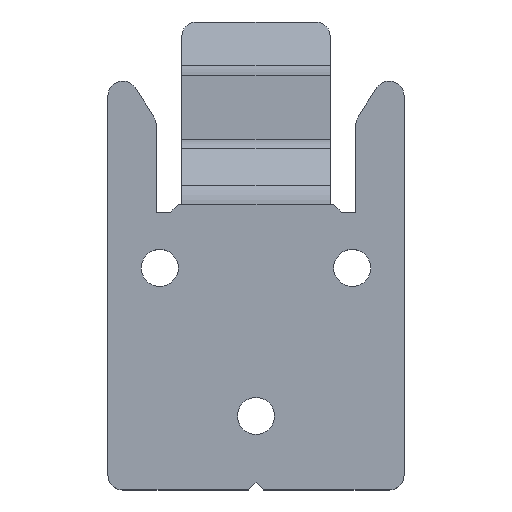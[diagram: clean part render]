
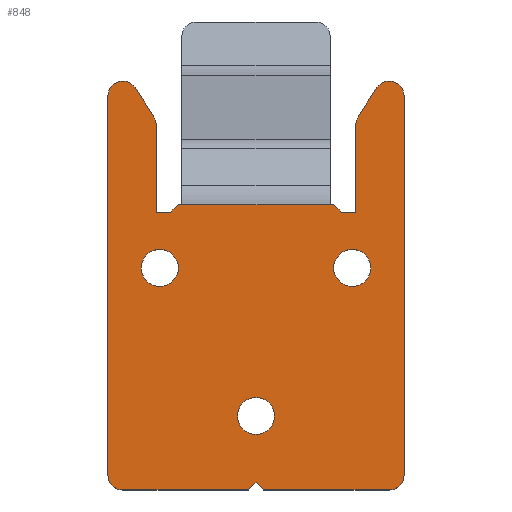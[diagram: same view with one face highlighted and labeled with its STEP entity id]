
A CAD part, top view. The second image highlights one B-rep face of the part: STEP entity #848.
In plain terms, the highlighted planar face has unit normal (0, 0, 1).
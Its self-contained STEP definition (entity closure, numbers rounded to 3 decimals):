
#32=FACE_BOUND('',#122,.T.);
#33=FACE_BOUND('',#123,.T.);
#34=FACE_BOUND('',#124,.T.);
#38=CIRCLE('',#917,2.);
#39=CIRCLE('',#918,2.);
#40=CIRCLE('',#919,2.);
#41=CIRCLE('',#920,2.);
#42=CIRCLE('',#921,2.);
#43=CIRCLE('',#922,2.);
#44=CIRCLE('',#923,2.5);
#45=CIRCLE('',#924,2.5);
#46=CIRCLE('',#925,2.5);
#73=FACE_OUTER_BOUND('',#121,.T.);
#121=EDGE_LOOP('',(#568,#569,#570,#571,#572,#573,#574,#575,#576,#577,#578,
#579,#580,#581,#582,#583,#584,#585,#586,#587,#588,#589,#590));
#122=EDGE_LOOP('',(#591));
#123=EDGE_LOOP('',(#592));
#124=EDGE_LOOP('',(#593));
#174=LINE('',#1259,#266);
#178=LINE('',#1267,#270);
#179=LINE('',#1269,#271);
#180=LINE('',#1271,#272);
#181=LINE('',#1273,#273);
#182=LINE('',#1275,#274);
#183=LINE('',#1277,#275);
#184=LINE('',#1281,#276);
#185=LINE('',#1285,#277);
#186=LINE('',#1289,#278);
#187=LINE('',#1291,#279);
#188=LINE('',#1293,#280);
#189=LINE('',#1295,#281);
#190=LINE('',#1299,#282);
#191=LINE('',#1303,#283);
#192=LINE('',#1307,#284);
#193=LINE('',#1308,#285);
#266=VECTOR('',#1001,10.);
#270=VECTOR('',#1007,10.);
#271=VECTOR('',#1008,10.);
#272=VECTOR('',#1009,10.);
#273=VECTOR('',#1010,10.);
#274=VECTOR('',#1011,10.);
#275=VECTOR('',#1012,10.);
#276=VECTOR('',#1015,10.);
#277=VECTOR('',#1018,10.);
#278=VECTOR('',#1021,10.);
#279=VECTOR('',#1022,10.);
#280=VECTOR('',#1023,10.);
#281=VECTOR('',#1024,10.);
#282=VECTOR('',#1027,10.);
#283=VECTOR('',#1030,10.);
#284=VECTOR('',#1033,10.);
#285=VECTOR('',#1034,10.);
#358=VERTEX_POINT('',#1257);
#359=VERTEX_POINT('',#1258);
#362=VERTEX_POINT('',#1266);
#363=VERTEX_POINT('',#1268);
#364=VERTEX_POINT('',#1270);
#365=VERTEX_POINT('',#1272);
#366=VERTEX_POINT('',#1274);
#367=VERTEX_POINT('',#1276);
#368=VERTEX_POINT('',#1278);
#369=VERTEX_POINT('',#1280);
#370=VERTEX_POINT('',#1282);
#371=VERTEX_POINT('',#1284);
#372=VERTEX_POINT('',#1286);
#373=VERTEX_POINT('',#1288);
#374=VERTEX_POINT('',#1290);
#375=VERTEX_POINT('',#1292);
#376=VERTEX_POINT('',#1294);
#377=VERTEX_POINT('',#1296);
#378=VERTEX_POINT('',#1298);
#379=VERTEX_POINT('',#1300);
#380=VERTEX_POINT('',#1302);
#381=VERTEX_POINT('',#1304);
#382=VERTEX_POINT('',#1306);
#383=VERTEX_POINT('',#1309);
#384=VERTEX_POINT('',#1311);
#385=VERTEX_POINT('',#1313);
#438=EDGE_CURVE('',#358,#359,#174,.T.);
#442=EDGE_CURVE('',#358,#362,#178,.T.);
#443=EDGE_CURVE('',#362,#363,#179,.T.);
#444=EDGE_CURVE('',#363,#364,#180,.T.);
#445=EDGE_CURVE('',#365,#364,#181,.T.);
#446=EDGE_CURVE('',#365,#366,#182,.T.);
#447=EDGE_CURVE('',#366,#367,#183,.T.);
#448=EDGE_CURVE('',#368,#367,#38,.T.);
#449=EDGE_CURVE('',#368,#369,#184,.T.);
#450=EDGE_CURVE('',#370,#369,#39,.T.);
#451=EDGE_CURVE('',#371,#370,#185,.T.);
#452=EDGE_CURVE('',#372,#371,#40,.T.);
#453=EDGE_CURVE('',#373,#372,#186,.T.);
#454=EDGE_CURVE('',#373,#374,#187,.T.);
#455=EDGE_CURVE('',#374,#375,#188,.T.);
#456=EDGE_CURVE('',#376,#375,#189,.T.);
#457=EDGE_CURVE('',#377,#376,#41,.T.);
#458=EDGE_CURVE('',#378,#377,#190,.T.);
#459=EDGE_CURVE('',#379,#378,#42,.T.);
#460=EDGE_CURVE('',#379,#380,#191,.T.);
#461=EDGE_CURVE('',#381,#380,#43,.T.);
#462=EDGE_CURVE('',#381,#382,#192,.T.);
#463=EDGE_CURVE('',#382,#359,#193,.T.);
#464=EDGE_CURVE('',#383,#383,#44,.T.);
#465=EDGE_CURVE('',#384,#384,#45,.T.);
#466=EDGE_CURVE('',#385,#385,#46,.T.);
#568=ORIENTED_EDGE('',*,*,#438,.F.);
#569=ORIENTED_EDGE('',*,*,#442,.T.);
#570=ORIENTED_EDGE('',*,*,#443,.T.);
#571=ORIENTED_EDGE('',*,*,#444,.T.);
#572=ORIENTED_EDGE('',*,*,#445,.F.);
#573=ORIENTED_EDGE('',*,*,#446,.T.);
#574=ORIENTED_EDGE('',*,*,#447,.T.);
#575=ORIENTED_EDGE('',*,*,#448,.F.);
#576=ORIENTED_EDGE('',*,*,#449,.T.);
#577=ORIENTED_EDGE('',*,*,#450,.F.);
#578=ORIENTED_EDGE('',*,*,#451,.F.);
#579=ORIENTED_EDGE('',*,*,#452,.F.);
#580=ORIENTED_EDGE('',*,*,#453,.F.);
#581=ORIENTED_EDGE('',*,*,#454,.T.);
#582=ORIENTED_EDGE('',*,*,#455,.T.);
#583=ORIENTED_EDGE('',*,*,#456,.F.);
#584=ORIENTED_EDGE('',*,*,#457,.F.);
#585=ORIENTED_EDGE('',*,*,#458,.F.);
#586=ORIENTED_EDGE('',*,*,#459,.F.);
#587=ORIENTED_EDGE('',*,*,#460,.T.);
#588=ORIENTED_EDGE('',*,*,#461,.F.);
#589=ORIENTED_EDGE('',*,*,#462,.T.);
#590=ORIENTED_EDGE('',*,*,#463,.T.);
#591=ORIENTED_EDGE('',*,*,#464,.T.);
#592=ORIENTED_EDGE('',*,*,#465,.T.);
#593=ORIENTED_EDGE('',*,*,#466,.T.);
#817=PLANE('',#916);
#848=ADVANCED_FACE('',(#73,#32,#33,#34),#817,.T.);
#916=AXIS2_PLACEMENT_3D('',#1265,#1005,#1006);
#917=AXIS2_PLACEMENT_3D('',#1279,#1013,#1014);
#918=AXIS2_PLACEMENT_3D('',#1283,#1016,#1017);
#919=AXIS2_PLACEMENT_3D('',#1287,#1019,#1020);
#920=AXIS2_PLACEMENT_3D('',#1297,#1025,#1026);
#921=AXIS2_PLACEMENT_3D('',#1301,#1028,#1029);
#922=AXIS2_PLACEMENT_3D('',#1305,#1031,#1032);
#923=AXIS2_PLACEMENT_3D('',#1310,#1035,#1036);
#924=AXIS2_PLACEMENT_3D('',#1312,#1037,#1038);
#925=AXIS2_PLACEMENT_3D('',#1314,#1039,#1040);
#1001=DIRECTION('',(0.707,-0.707,0.));
#1005=DIRECTION('center_axis',(0.,0.,1.));
#1006=DIRECTION('ref_axis',(1.,0.,0.));
#1007=DIRECTION('',(-1.,0.,0.));
#1008=DIRECTION('',(-1.,0.,0.));
#1009=DIRECTION('',(-1.,0.,0.));
#1010=DIRECTION('',(0.707,0.707,0.));
#1011=DIRECTION('',(-1.,0.,0.));
#1012=DIRECTION('',(0.,1.,0.));
#1013=DIRECTION('center_axis',(0.,0.,-1.));
#1014=DIRECTION('ref_axis',(0.959,0.284,0.));
#1015=DIRECTION('',(-0.545,0.838,0.));
#1016=DIRECTION('center_axis',(0.,0.,-1.));
#1017=DIRECTION('ref_axis',(-0.284,0.959,0.));
#1018=DIRECTION('',(0.,1.,0.));
#1019=DIRECTION('center_axis',(0.,0.,-1.));
#1020=DIRECTION('ref_axis',(-0.707,-0.707,0.));
#1021=DIRECTION('',(-1.,0.,0.));
#1022=DIRECTION('',(0.707,0.707,0.));
#1023=DIRECTION('',(0.707,-0.707,0.));
#1024=DIRECTION('',(-1.,0.,0.));
#1025=DIRECTION('center_axis',(0.,0.,-1.));
#1026=DIRECTION('ref_axis',(0.707,-0.707,0.));
#1027=DIRECTION('',(0.,-1.,0.));
#1028=DIRECTION('center_axis',(0.,0.,-1.));
#1029=DIRECTION('ref_axis',(0.284,0.959,0.));
#1030=DIRECTION('',(-0.545,-0.838,0.));
#1031=DIRECTION('center_axis',(0.,0.,-1.));
#1032=DIRECTION('ref_axis',(-0.959,0.284,0.));
#1033=DIRECTION('',(0.,-1.,0.));
#1034=DIRECTION('',(-1.,0.,0.));
#1035=DIRECTION('center_axis',(0.,0.,-1.));
#1036=DIRECTION('ref_axis',(1.,0.,0.));
#1037=DIRECTION('center_axis',(0.,0.,-1.));
#1038=DIRECTION('ref_axis',(1.,0.,0.));
#1039=DIRECTION('center_axis',(0.,0.,-1.));
#1040=DIRECTION('ref_axis',(1.,0.,0.));
#1257=CARTESIAN_POINT('',(10.5,38.544,2.));
#1258=CARTESIAN_POINT('',(11.5,37.544,2.));
#1259=CARTESIAN_POINT('',(10.261,38.783,2.));
#1265=CARTESIAN_POINT('Origin',(0.,30.,2.));
#1266=CARTESIAN_POINT('',(10.,38.544,2.));
#1267=CARTESIAN_POINT('',(5.75,38.544,2.));
#1268=CARTESIAN_POINT('',(-10.,38.544,2.));
#1269=CARTESIAN_POINT('',(5.75,38.544,2.));
#1270=CARTESIAN_POINT('',(-10.5,38.544,2.));
#1271=CARTESIAN_POINT('',(5.75,38.544,2.));
#1272=CARTESIAN_POINT('',(-11.5,37.544,2.));
#1273=CARTESIAN_POINT('',(-10.261,38.783,2.));
#1274=CARTESIAN_POINT('',(-13.5,37.544,2.));
#1275=CARTESIAN_POINT('',(-5.75,37.544,2.));
#1276=CARTESIAN_POINT('',(-13.5,49.407,2.));
#1277=CARTESIAN_POINT('',(-13.5,35.,2.));
#1278=CARTESIAN_POINT('',(-13.823,50.497,2.));
#1279=CARTESIAN_POINT('Origin',(-15.5,49.407,2.));
#1280=CARTESIAN_POINT('',(-16.323,54.343,2.));
#1281=CARTESIAN_POINT('',(-6.926,39.886,2.));
#1282=CARTESIAN_POINT('',(-20.,53.253,2.));
#1283=CARTESIAN_POINT('Origin',(-18.,53.253,2.));
#1284=CARTESIAN_POINT('',(-20.,2.,2.));
#1285=CARTESIAN_POINT('',(-20.,60.,2.));
#1286=CARTESIAN_POINT('',(-18.,0.,2.));
#1287=CARTESIAN_POINT('Origin',(-18.,2.,2.));
#1288=CARTESIAN_POINT('',(-1.,0.,2.));
#1289=CARTESIAN_POINT('',(-20.,0.,2.));
#1290=CARTESIAN_POINT('',(0.,1.,2.));
#1291=CARTESIAN_POINT('',(6.75,7.75,2.));
#1292=CARTESIAN_POINT('',(1.,0.,2.));
#1293=CARTESIAN_POINT('',(-7.25,8.25,2.));
#1294=CARTESIAN_POINT('',(18.,0.,2.));
#1295=CARTESIAN_POINT('',(-20.,0.,2.));
#1296=CARTESIAN_POINT('',(20.,2.,2.));
#1297=CARTESIAN_POINT('Origin',(18.,2.,2.));
#1298=CARTESIAN_POINT('',(20.,53.253,2.));
#1299=CARTESIAN_POINT('',(20.,0.,2.));
#1300=CARTESIAN_POINT('',(16.323,54.343,2.));
#1301=CARTESIAN_POINT('Origin',(18.,53.253,2.));
#1302=CARTESIAN_POINT('',(13.823,50.497,2.));
#1303=CARTESIAN_POINT('',(10.176,44.886,2.));
#1304=CARTESIAN_POINT('',(13.5,49.407,2.));
#1305=CARTESIAN_POINT('Origin',(15.5,49.407,2.));
#1306=CARTESIAN_POINT('',(13.5,37.544,2.));
#1307=CARTESIAN_POINT('',(13.5,35.,2.));
#1308=CARTESIAN_POINT('',(6.75,37.544,2.));
#1309=CARTESIAN_POINT('',(-15.5,30.,2.));
#1310=CARTESIAN_POINT('Origin',(-13.,30.,2.));
#1311=CARTESIAN_POINT('',(10.5,30.,2.));
#1312=CARTESIAN_POINT('Origin',(13.,30.,2.));
#1313=CARTESIAN_POINT('',(-2.5,10.,2.));
#1314=CARTESIAN_POINT('Origin',(0.,10.,2.));
